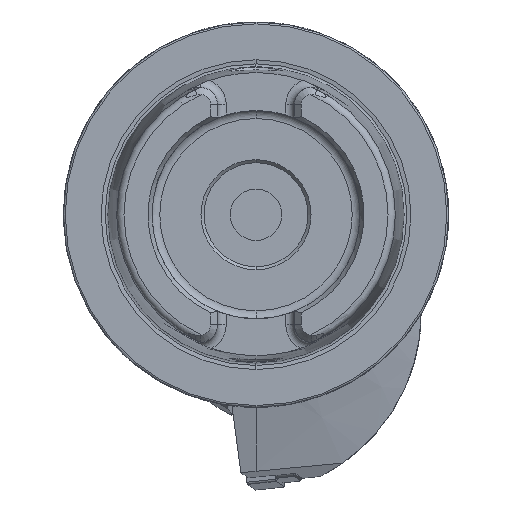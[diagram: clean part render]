
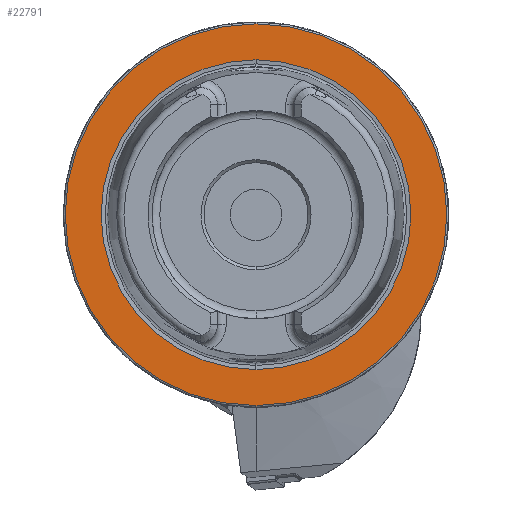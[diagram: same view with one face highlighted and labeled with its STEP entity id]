
A CAD part, left-side view. The second image highlights one B-rep face of the part: STEP entity #22791.
In plain terms, the highlighted planar face has unit normal (-1, 0, 0).
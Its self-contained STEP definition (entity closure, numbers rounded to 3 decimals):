
#1031 = CARTESIAN_POINT ( 'NONE',  ( 0., 0., 0. ) ) ;
#1182 = AXIS2_PLACEMENT_3D ( 'NONE', #21689, #14764, #4199 ) ;
#1961 = VERTEX_POINT ( 'NONE', #18944 ) ;
#3138 = CARTESIAN_POINT ( 'NONE',  ( 0., 31.2, 0. ) ) ;
#3200 = ORIENTED_EDGE ( 'NONE', *, *, #19935, .F. ) ;
#3809 = CIRCLE ( 'NONE', #18843, 25.324 ) ;
#4199 = DIRECTION ( 'NONE',  ( 0., 0., 1. ) ) ;
#4685 = ORIENTED_EDGE ( 'NONE', *, *, #20462, .T. ) ;
#4763 = DIRECTION ( 'NONE',  ( -1., 0., 0. ) ) ;
#5311 = CARTESIAN_POINT ( 'NONE',  ( 0., 0., 0. ) ) ;
#5647 = EDGE_CURVE ( 'NONE', #20999, #1961, #6232, .T. ) ;
#5923 = ORIENTED_EDGE ( 'NONE', *, *, #9982, .T. ) ;
#6232 = CIRCLE ( 'NONE', #18471, 25.324 ) ;
#6481 = DIRECTION ( 'NONE',  ( 0., 0., 1. ) ) ;
#7229 = EDGE_LOOP ( 'NONE', ( #4685, #5923 ) ) ;
#7283 = VERTEX_POINT ( 'NONE', #12110 ) ;
#7378 = FACE_BOUND ( 'NONE', #13326, .T. ) ;
#8508 = VERTEX_POINT ( 'NONE', #18282 ) ;
#8688 = DIRECTION ( 'NONE',  ( -1., 0., 0. ) ) ;
#9982 = EDGE_CURVE ( 'NONE', #7283, #8508, #14081, .T. ) ;
#10335 = DIRECTION ( 'NONE',  ( -1., 0., 0. ) ) ;
#12110 = CARTESIAN_POINT ( 'NONE',  ( 0., 0., -31.2 ) ) ;
#12226 = DIRECTION ( 'NONE',  ( 0., 0., -1. ) ) ;
#12462 = DIRECTION ( 'NONE',  ( 0., 0., 1. ) ) ;
#12646 = FACE_OUTER_BOUND ( 'NONE', #7229, .T. ) ;
#13256 = AXIS2_PLACEMENT_3D ( 'NONE', #5311, #8688, #12462 ) ;
#13326 = EDGE_LOOP ( 'NONE', ( #17465, #3200 ) ) ;
#13880 = DIRECTION ( 'NONE',  ( 0., 0., 1. ) ) ;
#14070 = PLANE ( 'NONE',  #22908 ) ;
#14081 = CIRCLE ( 'NONE', #1182, 31.2 ) ;
#14430 = CARTESIAN_POINT ( 'NONE',  ( 0., 0., 25.324 ) ) ;
#14764 = DIRECTION ( 'NONE',  ( -1., 0., 0. ) ) ;
#17465 = ORIENTED_EDGE ( 'NONE', *, *, #5647, .F. ) ;
#17497 = CARTESIAN_POINT ( 'NONE',  ( 0., 0., 0. ) ) ;
#18282 = CARTESIAN_POINT ( 'NONE',  ( 0., 0., 31.2 ) ) ;
#18471 = AXIS2_PLACEMENT_3D ( 'NONE', #1031, #4763, #6481 ) ;
#18843 = AXIS2_PLACEMENT_3D ( 'NONE', #17497, #10335, #13880 ) ;
#18944 = CARTESIAN_POINT ( 'NONE',  ( 0., 0., -25.324 ) ) ;
#19372 = DIRECTION ( 'NONE',  ( 1., 0., 0. ) ) ;
#19935 = EDGE_CURVE ( 'NONE', #1961, #20999, #3809, .T. ) ;
#20462 = EDGE_CURVE ( 'NONE', #8508, #7283, #20991, .T. ) ;
#20991 = CIRCLE ( 'NONE', #13256, 31.2 ) ;
#20999 = VERTEX_POINT ( 'NONE', #14430 ) ;
#21689 = CARTESIAN_POINT ( 'NONE',  ( 0., 0., 0. ) ) ;
#22791 = ADVANCED_FACE ( 'NONE', ( #7378, #12646 ), #14070, .F. ) ;
#22908 = AXIS2_PLACEMENT_3D ( 'NONE', #3138, #19372, #12226 ) ;
